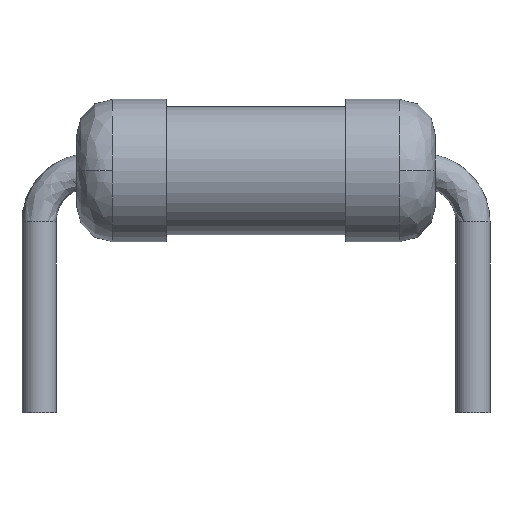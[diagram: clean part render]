
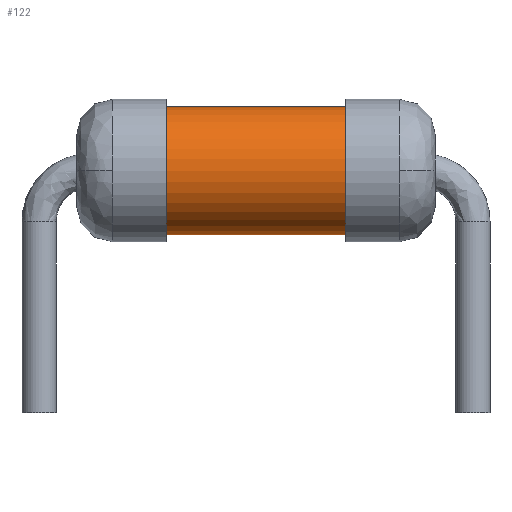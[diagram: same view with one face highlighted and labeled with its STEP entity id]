
A CAD part, front view. The second image highlights one B-rep face of the part: STEP entity #122.
In plain terms, the highlighted cylindrical face has radius 1.125 mm (diameter 2.25 mm), a partial arc.
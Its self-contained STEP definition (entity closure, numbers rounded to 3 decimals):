
#7 = DIRECTION ( 'NONE',  ( 1., 0., 0. ) ) ;
#18 = EDGE_CURVE ( 'NONE', #799, #881, #45, .T. ) ;
#45 = LINE ( 'NONE', #775, #292 ) ;
#95 = DIRECTION ( 'NONE',  ( -1., 0., 0. ) ) ;
#122 = ADVANCED_FACE ( 'NONE', ( #878 ), #443, .T. ) ;
#148 = CARTESIAN_POINT ( 'NONE',  ( 5.385, 0., 2.375 ) ) ;
#206 = DIRECTION ( 'NONE',  ( 0., 0., 1. ) ) ;
#208 = DIRECTION ( 'NONE',  ( -1., 0., 0. ) ) ;
#221 = DIRECTION ( 'NONE',  ( 0., 0., 1. ) ) ;
#236 = ORIENTED_EDGE ( 'NONE', *, *, #250, .T. ) ;
#240 = CIRCLE ( 'NONE', #747, 1.125 ) ;
#250 = EDGE_CURVE ( 'NONE', #829, #799, #240, .T. ) ;
#270 = CARTESIAN_POINT ( 'NONE',  ( 0.66, 0., 0.125 ) ) ;
#292 = VECTOR ( 'NONE', #95, 1000. ) ;
#313 = EDGE_CURVE ( 'NONE', #829, #854, #816, .T. ) ;
#340 = VECTOR ( 'NONE', #801, 1000. ) ;
#443 = CYLINDRICAL_SURFACE ( 'NONE', #681, 1.125 ) ;
#531 = CARTESIAN_POINT ( 'NONE',  ( 2.235, 0., 1.25 ) ) ;
#534 = CARTESIAN_POINT ( 'NONE',  ( 5.385, 0., 0.125 ) ) ;
#548 = EDGE_LOOP ( 'NONE', ( #807, #236, #827, #677 ) ) ;
#660 = DIRECTION ( 'NONE',  ( 0., 0., 1. ) ) ;
#663 = DIRECTION ( 'NONE',  ( -1., 0., 0. ) ) ;
#677 = ORIENTED_EDGE ( 'NONE', *, *, #937, .T. ) ;
#679 = CARTESIAN_POINT ( 'NONE',  ( 2.235, 0., 0.125 ) ) ;
#681 = AXIS2_PLACEMENT_3D ( 'NONE', #742, #663, #221 ) ;
#696 = CIRCLE ( 'NONE', #715, 1.125 ) ;
#715 = AXIS2_PLACEMENT_3D ( 'NONE', #531, #7, #206 ) ;
#742 = CARTESIAN_POINT ( 'NONE',  ( 0.66, 0., 1.25 ) ) ;
#747 = AXIS2_PLACEMENT_3D ( 'NONE', #873, #208, #660 ) ;
#759 = CARTESIAN_POINT ( 'NONE',  ( 2.235, 0., 2.375 ) ) ;
#775 = CARTESIAN_POINT ( 'NONE',  ( 0.66, 0., 2.375 ) ) ;
#799 = VERTEX_POINT ( 'NONE', #148 ) ;
#801 = DIRECTION ( 'NONE',  ( -1., 0., 0. ) ) ;
#807 = ORIENTED_EDGE ( 'NONE', *, *, #313, .F. ) ;
#816 = LINE ( 'NONE', #270, #340 ) ;
#827 = ORIENTED_EDGE ( 'NONE', *, *, #18, .T. ) ;
#829 = VERTEX_POINT ( 'NONE', #534 ) ;
#854 = VERTEX_POINT ( 'NONE', #679 ) ;
#873 = CARTESIAN_POINT ( 'NONE',  ( 5.385, 0., 1.25 ) ) ;
#878 = FACE_OUTER_BOUND ( 'NONE', #548, .T. ) ;
#881 = VERTEX_POINT ( 'NONE', #759 ) ;
#937 = EDGE_CURVE ( 'NONE', #881, #854, #696, .T. ) ;
